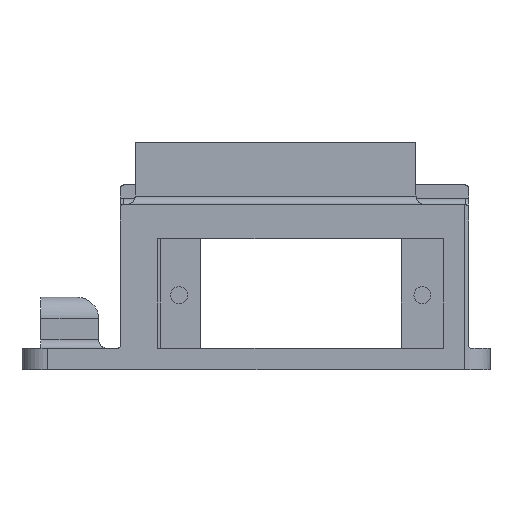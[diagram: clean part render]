
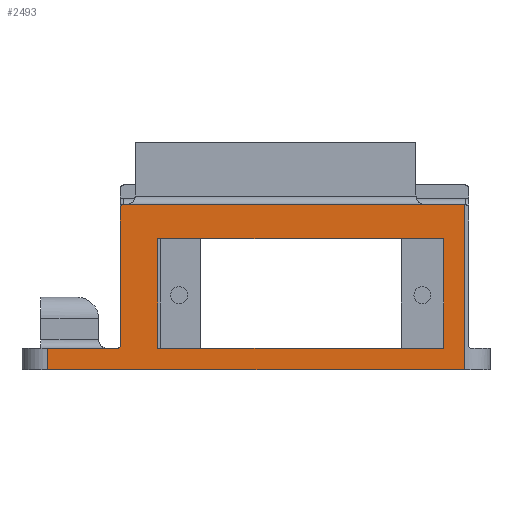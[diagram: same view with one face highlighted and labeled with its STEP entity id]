
A CAD part, left-side view. The second image highlights one B-rep face of the part: STEP entity #2493.
In plain terms, the highlighted planar face has unit normal (-1, 0, 0).
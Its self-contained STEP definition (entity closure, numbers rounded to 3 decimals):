
#25=FACE_BOUND('',#880,.T.);
#76=PLANE('',#2687);
#162=LINE('',#3764,#406);
#169=LINE('',#3778,#413);
#206=LINE('',#3879,#450);
#236=LINE('',#3982,#480);
#241=LINE('',#4015,#485);
#244=LINE('',#4027,#488);
#245=LINE('',#4031,#489);
#246=LINE('',#4033,#490);
#247=LINE('',#4034,#491);
#248=LINE('',#4035,#492);
#406=VECTOR('',#2954,10.);
#413=VECTOR('',#2961,10.);
#450=VECTOR('',#3032,10.);
#480=VECTOR('',#3114,10.);
#485=VECTOR('',#3125,10.);
#488=VECTOR('',#3136,10.);
#489=VECTOR('',#3139,10.);
#490=VECTOR('',#3142,10.);
#491=VECTOR('',#3143,10.);
#492=VECTOR('',#3144,10.);
#723=FACE_OUTER_BOUND('',#879,.T.);
#879=EDGE_LOOP('',(#1946,#1947,#1948,#1949,#1950,#1951,#1952,#1953));
#880=EDGE_LOOP('',(#1954,#1955,#1956,#1957));
#1065=CIRCLE('',#2688,0.4);
#1066=CIRCLE('',#2689,0.3);
#1157=VERTEX_POINT('',#3761);
#1158=VERTEX_POINT('',#3763);
#1164=VERTEX_POINT('',#3775);
#1165=VERTEX_POINT('',#3777);
#1205=VERTEX_POINT('',#3876);
#1206=VERTEX_POINT('',#3878);
#1236=VERTEX_POINT('',#3979);
#1237=VERTEX_POINT('',#3981);
#1242=VERTEX_POINT('',#4014);
#1247=VERTEX_POINT('',#4026);
#1248=VERTEX_POINT('',#4028);
#1249=VERTEX_POINT('',#4030);
#1403=EDGE_CURVE('',#1157,#1158,#162,.T.);
#1410=EDGE_CURVE('',#1164,#1165,#169,.T.);
#1458=EDGE_CURVE('',#1205,#1206,#206,.T.);
#1502=EDGE_CURVE('',#1236,#1237,#236,.T.);
#1510=EDGE_CURVE('',#1237,#1242,#241,.T.);
#1516=EDGE_CURVE('',#1247,#1236,#244,.T.);
#1517=EDGE_CURVE('',#1248,#1247,#1065,.T.);
#1518=EDGE_CURVE('',#1248,#1249,#245,.T.);
#1519=EDGE_CURVE('',#1158,#1249,#1066,.T.);
#1520=EDGE_CURVE('',#1242,#1157,#246,.T.);
#1521=EDGE_CURVE('',#1164,#1206,#247,.T.);
#1522=EDGE_CURVE('',#1165,#1205,#248,.T.);
#1946=ORIENTED_EDGE('',*,*,#1502,.F.);
#1947=ORIENTED_EDGE('',*,*,#1516,.F.);
#1948=ORIENTED_EDGE('',*,*,#1517,.F.);
#1949=ORIENTED_EDGE('',*,*,#1518,.T.);
#1950=ORIENTED_EDGE('',*,*,#1519,.F.);
#1951=ORIENTED_EDGE('',*,*,#1403,.F.);
#1952=ORIENTED_EDGE('',*,*,#1520,.F.);
#1953=ORIENTED_EDGE('',*,*,#1510,.F.);
#1954=ORIENTED_EDGE('',*,*,#1521,.T.);
#1955=ORIENTED_EDGE('',*,*,#1458,.F.);
#1956=ORIENTED_EDGE('',*,*,#1522,.F.);
#1957=ORIENTED_EDGE('',*,*,#1410,.F.);
#2493=ADVANCED_FACE('',(#723,#25),#76,.T.);
#2687=AXIS2_PLACEMENT_3D('',#4025,#3134,#3135);
#2688=AXIS2_PLACEMENT_3D('',#4029,#3137,#3138);
#2689=AXIS2_PLACEMENT_3D('',#4032,#3140,#3141);
#2954=DIRECTION('',(0.,-1.,0.));
#2961=DIRECTION('',(0.,-1.,0.));
#3032=DIRECTION('',(0.,1.,0.));
#3114=DIRECTION('',(0.,0.,-1.));
#3125=DIRECTION('',(0.,1.,0.));
#3134=DIRECTION('center_axis',(-1.,0.,0.));
#3135=DIRECTION('ref_axis',(0.,-1.,0.));
#3136=DIRECTION('',(0.,-1.,0.));
#3137=DIRECTION('center_axis',(1.,0.,0.));
#3138=DIRECTION('ref_axis',(0.,0.707,0.707));
#3139=DIRECTION('',(0.,0.,-1.));
#3140=DIRECTION('center_axis',(-1.,0.,0.));
#3141=DIRECTION('ref_axis',(0.,-0.707,-0.707));
#3142=DIRECTION('',(0.,0.,1.));
#3143=DIRECTION('',(0.,0.,1.));
#3144=DIRECTION('',(0.,0.,1.));
#3761=CARTESIAN_POINT('',(-27.5,24.5,2.5));
#3763=CARTESIAN_POINT('',(-27.5,16.25,2.5));
#3764=CARTESIAN_POINT('',(-27.5,-27.5,2.5));
#3775=CARTESIAN_POINT('',(-27.5,11.55,2.5));
#3777=CARTESIAN_POINT('',(-27.5,-22.041,2.5));
#3778=CARTESIAN_POINT('',(-27.5,-27.5,2.5));
#3876=CARTESIAN_POINT('',(-27.5,-22.041,15.4));
#3878=CARTESIAN_POINT('',(-27.5,11.55,15.4));
#3879=CARTESIAN_POINT('',(-27.5,-26.52,15.4));
#3979=CARTESIAN_POINT('',(-27.5,-24.5,19.4));
#3981=CARTESIAN_POINT('',(-27.5,-24.5,0.));
#3982=CARTESIAN_POINT('',(-27.5,-24.5,0.));
#4014=CARTESIAN_POINT('',(-27.5,24.5,0.));
#4015=CARTESIAN_POINT('',(-27.5,-27.5,0.));
#4025=CARTESIAN_POINT('Origin',(-27.5,27.5,0.));
#4026=CARTESIAN_POINT('',(-27.5,15.55,19.4));
#4027=CARTESIAN_POINT('',(-27.5,-26.52,19.4));
#4028=CARTESIAN_POINT('',(-27.5,15.95,19.));
#4029=CARTESIAN_POINT('Origin',(-27.5,15.55,19.));
#4030=CARTESIAN_POINT('',(-27.5,15.95,2.8));
#4031=CARTESIAN_POINT('',(-27.5,15.95,1.25));
#4032=CARTESIAN_POINT('Origin',(-27.5,16.25,2.8));
#4033=CARTESIAN_POINT('',(-27.5,24.5,0.));
#4034=CARTESIAN_POINT('',(-27.5,11.55,2.5));
#4035=CARTESIAN_POINT('',(-27.5,-22.041,2.5));
